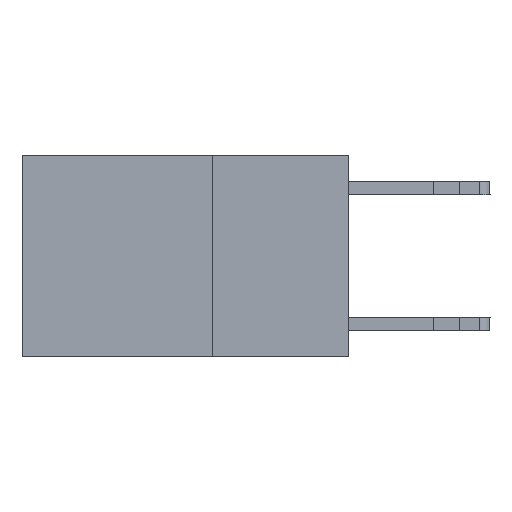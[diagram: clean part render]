
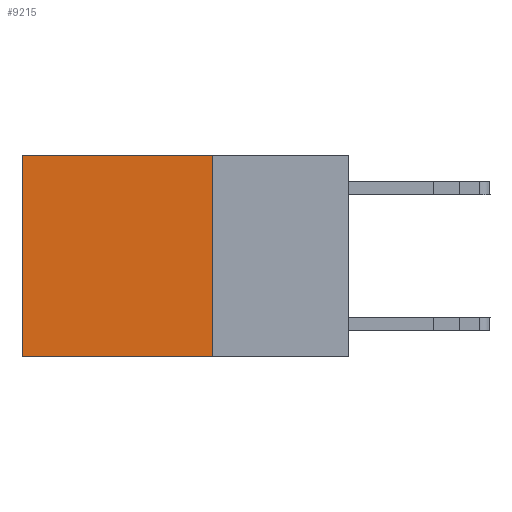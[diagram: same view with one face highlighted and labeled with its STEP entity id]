
A CAD part, left-side view. The second image highlights one B-rep face of the part: STEP entity #9215.
In plain terms, the highlighted planar face has unit normal (-1, 0, 0).
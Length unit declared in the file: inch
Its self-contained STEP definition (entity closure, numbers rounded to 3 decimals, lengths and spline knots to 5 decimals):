
#1390 = VERTEX_POINT ( 'NONE', #4364 ) ;
#1914 = EDGE_LOOP ( 'NONE', ( #8922, #3585, #12993, #5604 ) ) ;
#2403 = CARTESIAN_POINT ( 'NONE',  ( 0.2625, 0.6, -0.37 ) ) ;
#2728 = DIRECTION ( 'NONE',  ( 0., 1., 0. ) ) ;
#2757 = VECTOR ( 'NONE', #2728, 39.37008 ) ;
#2765 = PLANE ( 'NONE',  #3870 ) ;
#2939 = VECTOR ( 'NONE', #6350, 39.37008 ) ;
#2970 = DIRECTION ( 'NONE',  ( 0., 0., -1. ) ) ;
#2996 = VERTEX_POINT ( 'NONE', #10983 ) ;
#3572 = LINE ( 'NONE', #15295, #3704 ) ;
#3585 = ORIENTED_EDGE ( 'NONE', *, *, #7510, .F. ) ;
#3704 = VECTOR ( 'NONE', #9967, 39.37008 ) ;
#3870 = AXIS2_PLACEMENT_3D ( 'NONE', #4363, #7981, #5446 ) ;
#3982 = LINE ( 'NONE', #14283, #2757 ) ;
#4010 = CARTESIAN_POINT ( 'NONE',  ( 0.2625, 0.25, 0. ) ) ;
#4363 = CARTESIAN_POINT ( 'NONE',  ( 0.2625, 0.25, 0. ) ) ;
#4364 = CARTESIAN_POINT ( 'NONE',  ( 0.2625, 0.6, 0. ) ) ;
#5446 = DIRECTION ( 'NONE',  ( 0., 0., -1. ) ) ;
#5604 = ORIENTED_EDGE ( 'NONE', *, *, #13602, .T. ) ;
#5835 = VERTEX_POINT ( 'NONE', #4010 ) ;
#6039 = VERTEX_POINT ( 'NONE', #2403 ) ;
#6270 = CARTESIAN_POINT ( 'NONE',  ( 0.2625, 0.6, 0. ) ) ;
#6350 = DIRECTION ( 'NONE',  ( 0., 0., -1. ) ) ;
#6800 = VECTOR ( 'NONE', #2970, 39.37008 ) ;
#7510 = EDGE_CURVE ( 'NONE', #2996, #6039, #3982, .T. ) ;
#7981 = DIRECTION ( 'NONE',  ( 1., 0., 0. ) ) ;
#8048 = EDGE_CURVE ( 'NONE', #1390, #6039, #12936, .T. ) ;
#8922 = ORIENTED_EDGE ( 'NONE', *, *, #8048, .T. ) ;
#9131 = EDGE_CURVE ( 'NONE', #5835, #2996, #10632, .T. ) ;
#9215 = ADVANCED_FACE ( 'NONE', ( #14321 ), #2765, .F. ) ;
#9359 = CARTESIAN_POINT ( 'NONE',  ( 0.2625, 0.25, 0. ) ) ;
#9967 = DIRECTION ( 'NONE',  ( 0., 1., 0. ) ) ;
#10632 = LINE ( 'NONE', #9359, #6800 ) ;
#10983 = CARTESIAN_POINT ( 'NONE',  ( 0.2625, 0.25, -0.37 ) ) ;
#12936 = LINE ( 'NONE', #6270, #2939 ) ;
#12993 = ORIENTED_EDGE ( 'NONE', *, *, #9131, .F. ) ;
#13602 = EDGE_CURVE ( 'NONE', #5835, #1390, #3572, .T. ) ;
#14283 = CARTESIAN_POINT ( 'NONE',  ( 0.2625, 0.25, -0.37 ) ) ;
#14321 = FACE_OUTER_BOUND ( 'NONE', #1914, .T. ) ;
#15295 = CARTESIAN_POINT ( 'NONE',  ( 0.2625, 0.25, 0. ) ) ;
